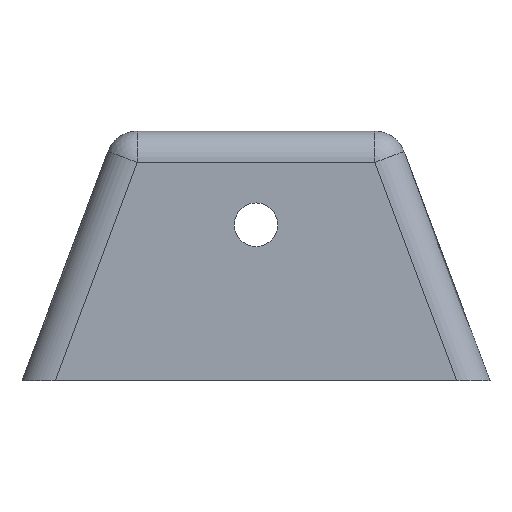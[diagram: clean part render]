
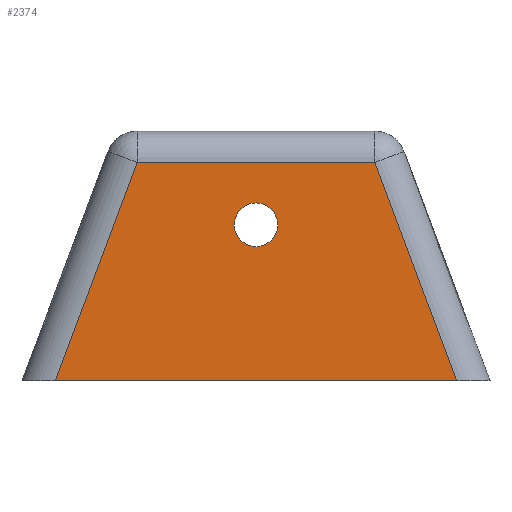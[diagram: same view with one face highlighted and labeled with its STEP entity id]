
A CAD part, front view. The second image highlights one B-rep face of the part: STEP entity #2374.
In plain terms, the highlighted planar face has unit normal (0, -1, 0).
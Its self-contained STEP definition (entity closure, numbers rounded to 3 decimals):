
#32 = PLANE('',#33);
#33 = AXIS2_PLACEMENT_3D('',#34,#35,#36);
#34 = CARTESIAN_POINT('',(-15.,7.5,0.));
#35 = DIRECTION('',(0.,0.,1.));
#36 = DIRECTION('',(1.,0.,0.));
#57 = VERTEX_POINT('',#58);
#58 = CARTESIAN_POINT('',(-12.864,-7.5,0.));
#73 = CYLINDRICAL_SURFACE('',#74,2.);
#74 = AXIS2_PLACEMENT_3D('',#75,#76,#77);
#75 = CARTESIAN_POINT('',(-7.127,-5.5,15.298));
#76 = DIRECTION('',(-0.351,0.,-0.936));
#77 = DIRECTION('',(-0.936,0.,0.351));
#91 = EDGE_CURVE('',#57,#92,#94,.T.);
#92 = VERTEX_POINT('',#93);
#93 = CARTESIAN_POINT('',(12.864,-7.5,0.));
#94 = SURFACE_CURVE('',#95,(#99,#106),.PCURVE_S1.);
#95 = LINE('',#96,#97);
#96 = CARTESIAN_POINT('',(-15.,-7.5,0.));
#97 = VECTOR('',#98,1.);
#98 = DIRECTION('',(1.,0.,0.));
#99 = PCURVE('',#32,#100);
#100 = DEFINITIONAL_REPRESENTATION('',(#101),#105);
#101 = LINE('',#102,#103);
#102 = CARTESIAN_POINT('',(0.,-15.));
#103 = VECTOR('',#104,1.);
#104 = DIRECTION('',(1.,0.));
#105 = ( GEOMETRIC_REPRESENTATION_CONTEXT(2) 
PARAMETRIC_REPRESENTATION_CONTEXT() REPRESENTATION_CONTEXT('2D SPACE',''
  ) );
#106 = PCURVE('',#107,#112);
#107 = PLANE('',#108);
#108 = AXIS2_PLACEMENT_3D('',#109,#110,#111);
#109 = CARTESIAN_POINT('',(0.,-7.5,6.832));
#110 = DIRECTION('',(0.,-1.,0.));
#111 = DIRECTION('',(0.,0.,-1.));
#112 = DEFINITIONAL_REPRESENTATION('',(#113),#117);
#113 = LINE('',#114,#115);
#114 = CARTESIAN_POINT('',(6.832,-15.));
#115 = VECTOR('',#116,1.);
#116 = DIRECTION('',(0.,1.));
#117 = ( GEOMETRIC_REPRESENTATION_CONTEXT(2) 
PARAMETRIC_REPRESENTATION_CONTEXT() REPRESENTATION_CONTEXT('2D SPACE',''
  ) );
#136 = CYLINDRICAL_SURFACE('',#137,2.);
#137 = AXIS2_PLACEMENT_3D('',#138,#139,#140);
#138 = CARTESIAN_POINT('',(13.127,-5.5,-0.702));
#139 = DIRECTION('',(-0.351,0.,0.936));
#140 = DIRECTION('',(0.,-1.,0.));
#1386 = VERTEX_POINT('',#1387);
#1387 = CARTESIAN_POINT('',(-7.614,-7.5,14.));
#1416 = EDGE_CURVE('',#1386,#57,#1417,.T.);
#1417 = SURFACE_CURVE('',#1418,(#1422,#1429),.PCURVE_S1.);
#1418 = LINE('',#1419,#1420);
#1419 = CARTESIAN_POINT('',(-7.127,-7.5,15.298));
#1420 = VECTOR('',#1421,1.);
#1421 = DIRECTION('',(-0.351,0.,-0.936));
#1422 = PCURVE('',#73,#1423);
#1423 = DEFINITIONAL_REPRESENTATION('',(#1424),#1428);
#1424 = LINE('',#1425,#1426);
#1425 = CARTESIAN_POINT('',(-1.571,0.));
#1426 = VECTOR('',#1427,1.);
#1427 = DIRECTION('',(-0.,1.));
#1428 = ( GEOMETRIC_REPRESENTATION_CONTEXT(2) 
PARAMETRIC_REPRESENTATION_CONTEXT() REPRESENTATION_CONTEXT('2D SPACE',''
  ) );
#1429 = PCURVE('',#107,#1430);
#1430 = DEFINITIONAL_REPRESENTATION('',(#1431),#1435);
#1431 = LINE('',#1432,#1433);
#1432 = CARTESIAN_POINT('',(-8.466,-7.127));
#1433 = VECTOR('',#1434,1.);
#1434 = DIRECTION('',(0.936,-0.351));
#1435 = ( GEOMETRIC_REPRESENTATION_CONTEXT(2) 
PARAMETRIC_REPRESENTATION_CONTEXT() REPRESENTATION_CONTEXT('2D SPACE',''
  ) );
#2363 = CYLINDRICAL_SURFACE('',#2364,1.4);
#2364 = AXIS2_PLACEMENT_3D('',#2365,#2366,#2367);
#2365 = CARTESIAN_POINT('',(0.,16.,10.));
#2366 = DIRECTION('',(0.,-1.,0.));
#2367 = DIRECTION('',(1.,0.,0.));
#2374 = ADVANCED_FACE('',(#2375,#2428),#107,.T.);
#2375 = FACE_BOUND('',#2376,.T.);
#2376 = EDGE_LOOP('',(#2377,#2378,#2401,#2427));
#2377 = ORIENTED_EDGE('',*,*,#91,.T.);
#2378 = ORIENTED_EDGE('',*,*,#2379,.T.);
#2379 = EDGE_CURVE('',#92,#2380,#2382,.T.);
#2380 = VERTEX_POINT('',#2381);
#2381 = CARTESIAN_POINT('',(7.614,-7.5,14.));
#2382 = SURFACE_CURVE('',#2383,(#2387,#2394),.PCURVE_S1.);
#2383 = LINE('',#2384,#2385);
#2384 = CARTESIAN_POINT('',(13.127,-7.5,-0.702));
#2385 = VECTOR('',#2386,1.);
#2386 = DIRECTION('',(-0.351,0.,0.936));
#2387 = PCURVE('',#107,#2388);
#2388 = DEFINITIONAL_REPRESENTATION('',(#2389),#2393);
#2389 = LINE('',#2390,#2391);
#2390 = CARTESIAN_POINT('',(7.534,13.127));
#2391 = VECTOR('',#2392,1.);
#2392 = DIRECTION('',(-0.936,-0.351));
#2393 = ( GEOMETRIC_REPRESENTATION_CONTEXT(2) 
PARAMETRIC_REPRESENTATION_CONTEXT() REPRESENTATION_CONTEXT('2D SPACE',''
  ) );
#2394 = PCURVE('',#136,#2395);
#2395 = DEFINITIONAL_REPRESENTATION('',(#2396),#2400);
#2396 = LINE('',#2397,#2398);
#2397 = CARTESIAN_POINT('',(0.,0.));
#2398 = VECTOR('',#2399,1.);
#2399 = DIRECTION('',(0.,1.));
#2400 = ( GEOMETRIC_REPRESENTATION_CONTEXT(2) 
PARAMETRIC_REPRESENTATION_CONTEXT() REPRESENTATION_CONTEXT('2D SPACE',''
  ) );
#2401 = ORIENTED_EDGE('',*,*,#2402,.T.);
#2402 = EDGE_CURVE('',#2380,#1386,#2403,.T.);
#2403 = SURFACE_CURVE('',#2404,(#2408,#2415),.PCURVE_S1.);
#2404 = LINE('',#2405,#2406);
#2405 = CARTESIAN_POINT('',(9.,-7.5,14.));
#2406 = VECTOR('',#2407,1.);
#2407 = DIRECTION('',(-1.,-0.,0.));
#2408 = PCURVE('',#107,#2409);
#2409 = DEFINITIONAL_REPRESENTATION('',(#2410),#2414);
#2410 = LINE('',#2411,#2412);
#2411 = CARTESIAN_POINT('',(-7.168,9.));
#2412 = VECTOR('',#2413,1.);
#2413 = DIRECTION('',(0.,-1.));
#2414 = ( GEOMETRIC_REPRESENTATION_CONTEXT(2) 
PARAMETRIC_REPRESENTATION_CONTEXT() REPRESENTATION_CONTEXT('2D SPACE',''
  ) );
#2415 = PCURVE('',#2416,#2421);
#2416 = CYLINDRICAL_SURFACE('',#2417,2.);
#2417 = AXIS2_PLACEMENT_3D('',#2418,#2419,#2420);
#2418 = CARTESIAN_POINT('',(9.,-5.5,14.));
#2419 = DIRECTION('',(-1.,-0.,0.));
#2420 = DIRECTION('',(0.,-1.,0.));
#2421 = DEFINITIONAL_REPRESENTATION('',(#2422),#2426);
#2422 = LINE('',#2423,#2424);
#2423 = CARTESIAN_POINT('',(0.,0.));
#2424 = VECTOR('',#2425,1.);
#2425 = DIRECTION('',(0.,1.));
#2426 = ( GEOMETRIC_REPRESENTATION_CONTEXT(2) 
PARAMETRIC_REPRESENTATION_CONTEXT() REPRESENTATION_CONTEXT('2D SPACE',''
  ) );
#2427 = ORIENTED_EDGE('',*,*,#1416,.T.);
#2428 = FACE_BOUND('',#2429,.T.);
#2429 = EDGE_LOOP('',(#2430));
#2430 = ORIENTED_EDGE('',*,*,#2431,.F.);
#2431 = EDGE_CURVE('',#2432,#2432,#2434,.T.);
#2432 = VERTEX_POINT('',#2433);
#2433 = CARTESIAN_POINT('',(1.4,-7.5,10.));
#2434 = SURFACE_CURVE('',#2435,(#2440,#2447),.PCURVE_S1.);
#2435 = CIRCLE('',#2436,1.4);
#2436 = AXIS2_PLACEMENT_3D('',#2437,#2438,#2439);
#2437 = CARTESIAN_POINT('',(0.,-7.5,10.));
#2438 = DIRECTION('',(0.,-1.,0.));
#2439 = DIRECTION('',(1.,0.,0.));
#2440 = PCURVE('',#107,#2441);
#2441 = DEFINITIONAL_REPRESENTATION('',(#2442),#2446);
#2442 = CIRCLE('',#2443,1.4);
#2443 = AXIS2_PLACEMENT_2D('',#2444,#2445);
#2444 = CARTESIAN_POINT('',(-3.168,0.));
#2445 = DIRECTION('',(0.,1.));
#2446 = ( GEOMETRIC_REPRESENTATION_CONTEXT(2) 
PARAMETRIC_REPRESENTATION_CONTEXT() REPRESENTATION_CONTEXT('2D SPACE',''
  ) );
#2447 = PCURVE('',#2363,#2448);
#2448 = DEFINITIONAL_REPRESENTATION('',(#2449),#2453);
#2449 = LINE('',#2450,#2451);
#2450 = CARTESIAN_POINT('',(0.,23.5));
#2451 = VECTOR('',#2452,1.);
#2452 = DIRECTION('',(1.,0.));
#2453 = ( GEOMETRIC_REPRESENTATION_CONTEXT(2) 
PARAMETRIC_REPRESENTATION_CONTEXT() REPRESENTATION_CONTEXT('2D SPACE',''
  ) );
